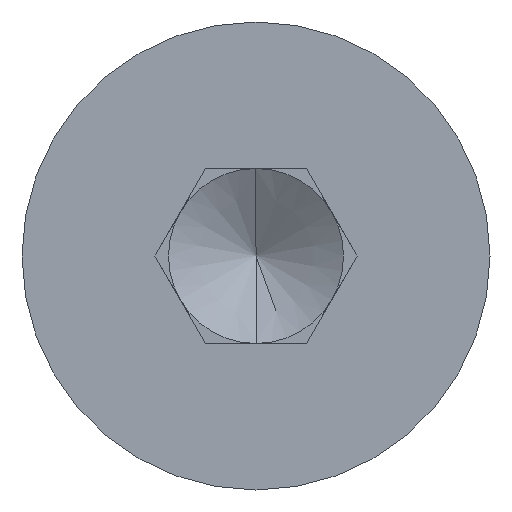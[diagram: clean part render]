
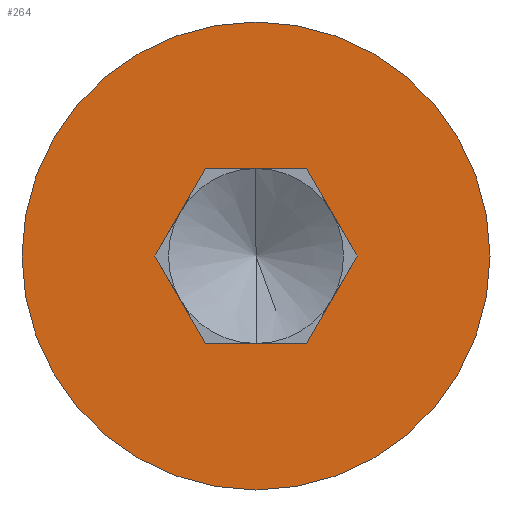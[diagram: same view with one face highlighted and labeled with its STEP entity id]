
A CAD part, left-side view. The second image highlights one B-rep face of the part: STEP entity #264.
In plain terms, the highlighted planar face has unit normal (-1, 0, 0).
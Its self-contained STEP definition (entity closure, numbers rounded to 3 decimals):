
#4 = ORIENTED_EDGE ( 'NONE', *, *, #240, .T. ) ;
#33 = VERTEX_POINT ( 'NONE', #179 ) ;
#62 = VECTOR ( 'NONE', #266, 1000. ) ;
#81 = CARTESIAN_POINT ( 'NONE',  ( 0., 1.155, 0. ) ) ;
#83 = CIRCLE ( 'NONE', #666, 2.675 ) ;
#91 = CARTESIAN_POINT ( 'NONE',  ( 0., -0.577, 1. ) ) ;
#99 = ORIENTED_EDGE ( 'NONE', *, *, #340, .T. ) ;
#101 = DIRECTION ( 'NONE',  ( 0., 0., 1. ) ) ;
#104 = EDGE_CURVE ( 'NONE', #545, #312, #624, .T. ) ;
#105 = DIRECTION ( 'NONE',  ( -1., 0., 0. ) ) ;
#113 = CARTESIAN_POINT ( 'NONE',  ( 0., -0.577, 1. ) ) ;
#129 = DIRECTION ( 'NONE',  ( 0., -0.5, 0.866 ) ) ;
#134 = CARTESIAN_POINT ( 'NONE',  ( 0., -1.155, 0. ) ) ;
#141 = AXIS2_PLACEMENT_3D ( 'NONE', #153, #311, #432 ) ;
#153 = CARTESIAN_POINT ( 'NONE',  ( 0., 0., 0. ) ) ;
#160 = VERTEX_POINT ( 'NONE', #81 ) ;
#165 = LINE ( 'NONE', #324, #62 ) ;
#179 = CARTESIAN_POINT ( 'NONE',  ( 0., 0., 2.675 ) ) ;
#186 = EDGE_CURVE ( 'NONE', #33, #619, #621, .T. ) ;
#187 = CARTESIAN_POINT ( 'NONE',  ( 0., 0.577, 1. ) ) ;
#192 = CARTESIAN_POINT ( 'NONE',  ( 0., -1.155, 0. ) ) ;
#197 = EDGE_LOOP ( 'NONE', ( #244, #4 ) ) ;
#205 = FACE_OUTER_BOUND ( 'NONE', #197, .T. ) ;
#216 = DIRECTION ( 'NONE',  ( 0., -0.5, -0.866 ) ) ;
#218 = EDGE_LOOP ( 'NONE', ( #552, #398, #689, #99, #597, #391 ) ) ;
#231 = VERTEX_POINT ( 'NONE', #262 ) ;
#235 = LINE ( 'NONE', #571, #412 ) ;
#240 = EDGE_CURVE ( 'NONE', #619, #33, #83, .T. ) ;
#244 = ORIENTED_EDGE ( 'NONE', *, *, #186, .T. ) ;
#258 = VECTOR ( 'NONE', #129, 1000. ) ;
#262 = CARTESIAN_POINT ( 'NONE',  ( 0., 0.577, -1. ) ) ;
#264 = ADVANCED_FACE ( 'NONE', ( #205, #440 ), #327, .T. ) ;
#266 = DIRECTION ( 'NONE',  ( 0., 0.5, 0.866 ) ) ;
#294 = DIRECTION ( 'NONE',  ( 0., 0., 1. ) ) ;
#297 = DIRECTION ( 'NONE',  ( -1., 0., 0. ) ) ;
#311 = DIRECTION ( 'NONE',  ( -1., 0., 0. ) ) ;
#312 = VERTEX_POINT ( 'NONE', #315 ) ;
#315 = CARTESIAN_POINT ( 'NONE',  ( 0., -0.577, -1. ) ) ;
#324 = CARTESIAN_POINT ( 'NONE',  ( 0., 0.577, -1. ) ) ;
#327 = PLANE ( 'NONE',  #141 ) ;
#340 = EDGE_CURVE ( 'NONE', #231, #160, #165, .T. ) ;
#375 = CARTESIAN_POINT ( 'NONE',  ( 0., 0.577, 1. ) ) ;
#382 = LINE ( 'NONE', #375, #630 ) ;
#384 = VERTEX_POINT ( 'NONE', #187 ) ;
#391 = ORIENTED_EDGE ( 'NONE', *, *, #680, .T. ) ;
#398 = ORIENTED_EDGE ( 'NONE', *, *, #104, .T. ) ;
#410 = VECTOR ( 'NONE', #670, 1000. ) ;
#412 = VECTOR ( 'NONE', #682, 1000. ) ;
#432 = DIRECTION ( 'NONE',  ( 0., 0., 1. ) ) ;
#440 = FACE_BOUND ( 'NONE', #218, .T. ) ;
#444 = EDGE_CURVE ( 'NONE', #160, #384, #466, .T. ) ;
#453 = CARTESIAN_POINT ( 'NONE',  ( 0., 1.155, 0. ) ) ;
#466 = LINE ( 'NONE', #453, #258 ) ;
#474 = EDGE_CURVE ( 'NONE', #312, #231, #235, .T. ) ;
#488 = CARTESIAN_POINT ( 'NONE',  ( 0., 0., -2.675 ) ) ;
#503 = DIRECTION ( 'NONE',  ( 0., -1., 0. ) ) ;
#506 = LINE ( 'NONE', #113, #656 ) ;
#545 = VERTEX_POINT ( 'NONE', #192 ) ;
#552 = ORIENTED_EDGE ( 'NONE', *, *, #623, .T. ) ;
#571 = CARTESIAN_POINT ( 'NONE',  ( 0., -0.577, -1. ) ) ;
#573 = CARTESIAN_POINT ( 'NONE',  ( 0., 0., 0. ) ) ;
#589 = VERTEX_POINT ( 'NONE', #91 ) ;
#597 = ORIENTED_EDGE ( 'NONE', *, *, #444, .T. ) ;
#609 = AXIS2_PLACEMENT_3D ( 'NONE', #573, #297, #294 ) ;
#619 = VERTEX_POINT ( 'NONE', #488 ) ;
#621 = CIRCLE ( 'NONE', #609, 2.675 ) ;
#623 = EDGE_CURVE ( 'NONE', #589, #545, #506, .T. ) ;
#624 = LINE ( 'NONE', #134, #410 ) ;
#630 = VECTOR ( 'NONE', #503, 1000. ) ;
#656 = VECTOR ( 'NONE', #216, 1000. ) ;
#666 = AXIS2_PLACEMENT_3D ( 'NONE', #701, #105, #101 ) ;
#670 = DIRECTION ( 'NONE',  ( 0., 0.5, -0.866 ) ) ;
#680 = EDGE_CURVE ( 'NONE', #384, #589, #382, .T. ) ;
#682 = DIRECTION ( 'NONE',  ( 0., 1., 0. ) ) ;
#689 = ORIENTED_EDGE ( 'NONE', *, *, #474, .T. ) ;
#701 = CARTESIAN_POINT ( 'NONE',  ( 0., 0., 0. ) ) ;
